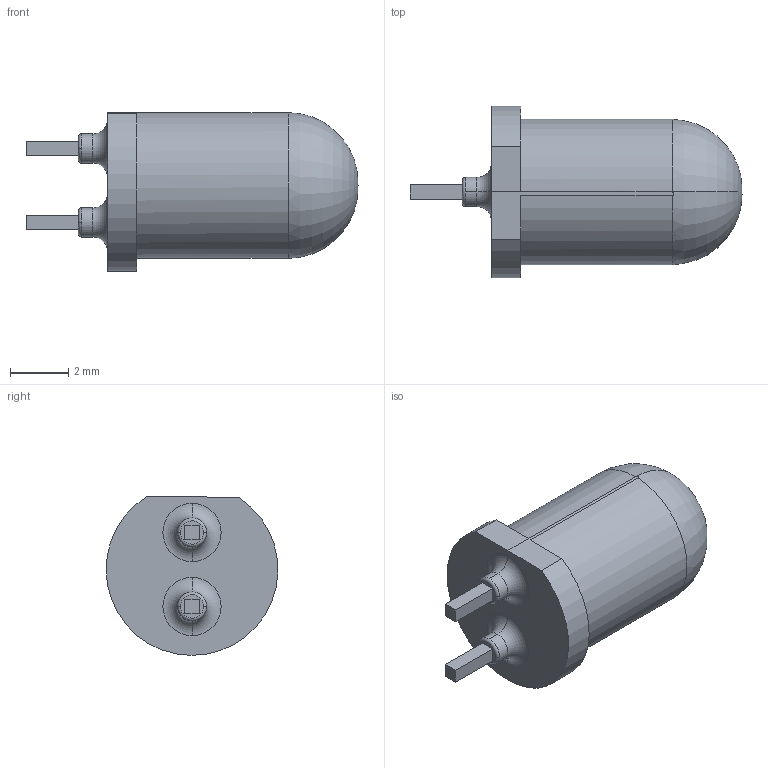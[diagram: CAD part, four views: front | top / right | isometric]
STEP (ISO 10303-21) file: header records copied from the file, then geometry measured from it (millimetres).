
FILE_DESCRIPTION (( 'STEP AP214' ), '1' );
FILE_NAME ('User Library-led5mm-yellow-2P-2R54.STEP', '2019-03-18T09:59:58', ( '' ), ( '' ), 'SwSTEP 2.0', 'SolidWorks 2019', '' );
FILE_SCHEMA (( 'AUTOMOTIVE_DESIGN' ));
Length unit declared in the file: millimetre
Products named in the file (1): User Library-led5mm-yellow-2P-2R54
Bounding box: 11.4 x 5.9 x 5.45 mm (x, y, z)
Volume: 163.2 mm3; surface area: 183.8 mm2
Topology: 1 solids, 1 shells, 33 faces, 75 edges, 48 vertices
Faces by surface type: plane 17, torus 10, cylinder 6
Entity records: 1160 total; most frequent: CARTESIAN_POINT 243, DIRECTION 175, ORIENTED_EDGE 150, EDGE_CURVE 75, AXIS2_PLACEMENT_3D 69, VERTEX_POINT 48, LINE 37, VECTOR 37
